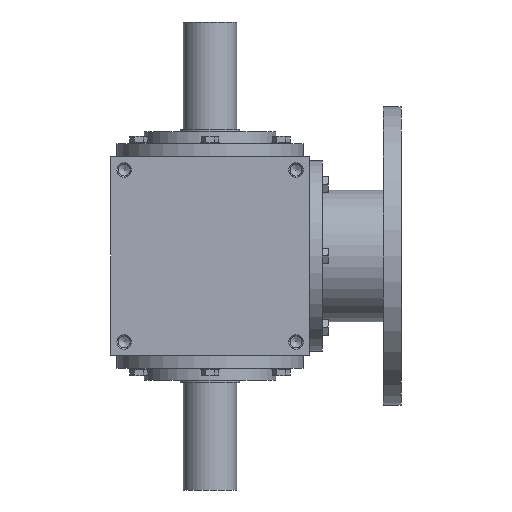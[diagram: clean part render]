
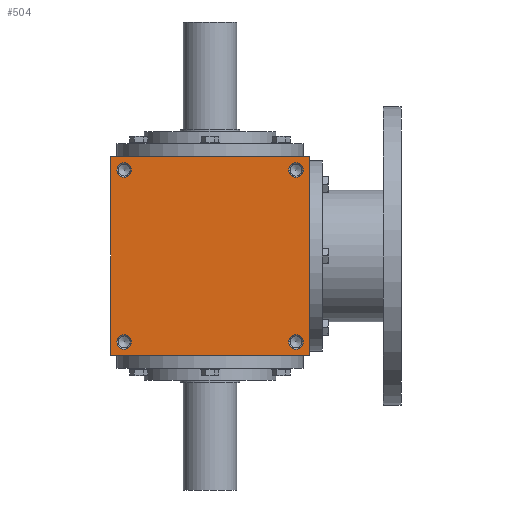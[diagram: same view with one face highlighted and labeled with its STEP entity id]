
A CAD part, front view. The second image highlights one B-rep face of the part: STEP entity #504.
In plain terms, the highlighted planar face has unit normal (0, -1, 0).
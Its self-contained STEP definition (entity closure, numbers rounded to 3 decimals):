
#504 = ADVANCED_FACE( '', ( #1016, #1017, #1018, #1019, #1020 ), #1021, .F. );
#1016 = FACE_BOUND( '', #1747, .T. );
#1017 = FACE_BOUND( '', #1748, .T. );
#1018 = FACE_BOUND( '', #1749, .T. );
#1019 = FACE_BOUND( '', #1750, .T. );
#1020 = FACE_OUTER_BOUND( '', #1751, .T. );
#1021 = PLANE( '', #1752 );
#1747 = EDGE_LOOP( '', ( #2549 ) );
#1748 = EDGE_LOOP( '', ( #2550 ) );
#1749 = EDGE_LOOP( '', ( #2551 ) );
#1750 = EDGE_LOOP( '', ( #2552 ) );
#1751 = EDGE_LOOP( '', ( #2553, #2554, #2555, #2556 ) );
#1752 = AXIS2_PLACEMENT_3D( '', #2557, #2558, #2559 );
#2549 = ORIENTED_EDGE( '', *, *, #3847, .T. );
#2550 = ORIENTED_EDGE( '', *, *, #3848, .T. );
#2551 = ORIENTED_EDGE( '', *, *, #3849, .F. );
#2552 = ORIENTED_EDGE( '', *, *, #3844, .F. );
#2553 = ORIENTED_EDGE( '', *, *, #3850, .T. );
#2554 = ORIENTED_EDGE( '', *, *, #3833, .F. );
#2555 = ORIENTED_EDGE( '', *, *, #3851, .F. );
#2556 = ORIENTED_EDGE( '', *, *, #3852, .T. );
#2557 = CARTESIAN_POINT( '', ( -83., -83., 83. ) );
#2558 = DIRECTION( '', ( 0., 1., 0. ) );
#2559 = DIRECTION( '', ( 0., 0., 1. ) );
#3833 = EDGE_CURVE( '', #4412, #4407, #4414, .T. );
#3844 = EDGE_CURVE( '', #4430, #4430, #4431, .T. );
#3847 = EDGE_CURVE( '', #4435, #4435, #4436, .T. );
#3848 = EDGE_CURVE( '', #4437, #4437, #4438, .T. );
#3849 = EDGE_CURVE( '', #4439, #4439, #4440, .T. );
#3850 = EDGE_CURVE( '', #4441, #4407, #4442, .T. );
#3851 = EDGE_CURVE( '', #4443, #4412, #4444, .T. );
#3852 = EDGE_CURVE( '', #4443, #4441, #4445, .T. );
#4407 = VERTEX_POINT( '', #5157 );
#4412 = VERTEX_POINT( '', #5164 );
#4414 = LINE( '', #5167, #5168 );
#4430 = VERTEX_POINT( '', #5184 );
#4431 = CIRCLE( '', #5185, 6. );
#4435 = VERTEX_POINT( '', #5189 );
#4436 = CIRCLE( '', #5190, 6. );
#4437 = VERTEX_POINT( '', #5191 );
#4438 = CIRCLE( '', #5192, 6. );
#4439 = VERTEX_POINT( '', #5193 );
#4440 = CIRCLE( '', #5194, 6. );
#4441 = VERTEX_POINT( '', #5195 );
#4442 = LINE( '', #5196, #5197 );
#4443 = VERTEX_POINT( '', #5198 );
#4444 = LINE( '', #5199, #5200 );
#4445 = LINE( '', #5201, #5202 );
#5157 = CARTESIAN_POINT( '', ( 83., -83., -83. ) );
#5164 = CARTESIAN_POINT( '', ( 83., -83., 83. ) );
#5167 = CARTESIAN_POINT( '', ( 83., -83., 83. ) );
#5168 = VECTOR( '', #6178, 1000. );
#5184 = CARTESIAN_POINT( '', ( 72., -83., 66. ) );
#5185 = AXIS2_PLACEMENT_3D( '', #6197, #6198, #6199 );
#5189 = CARTESIAN_POINT( '', ( -72., -83., -66. ) );
#5190 = AXIS2_PLACEMENT_3D( '', #6203, #6204, #6205 );
#5191 = CARTESIAN_POINT( '', ( -72., -83., 78. ) );
#5192 = AXIS2_PLACEMENT_3D( '', #6206, #6207, #6208 );
#5193 = CARTESIAN_POINT( '', ( 72., -83., -78. ) );
#5194 = AXIS2_PLACEMENT_3D( '', #6209, #6210, #6211 );
#5195 = CARTESIAN_POINT( '', ( -83., -83., -83. ) );
#5196 = CARTESIAN_POINT( '', ( -83., -83., -83. ) );
#5197 = VECTOR( '', #6212, 1000. );
#5198 = CARTESIAN_POINT( '', ( -83., -83., 83. ) );
#5199 = CARTESIAN_POINT( '', ( -83., -83., 83. ) );
#5200 = VECTOR( '', #6213, 1000. );
#5201 = CARTESIAN_POINT( '', ( -83., -83., 83. ) );
#5202 = VECTOR( '', #6214, 1000. );
#6178 = DIRECTION( '', ( 0., 0., -1. ) );
#6197 = CARTESIAN_POINT( '', ( 72., -83., 72. ) );
#6198 = DIRECTION( '', ( 0., -1., 0. ) );
#6199 = DIRECTION( '', ( 0., 0., -1. ) );
#6203 = CARTESIAN_POINT( '', ( -72., -83., -72. ) );
#6204 = DIRECTION( '', ( 0., 1., 0. ) );
#6205 = DIRECTION( '', ( 0., 0., 1. ) );
#6206 = CARTESIAN_POINT( '', ( -72., -83., 72. ) );
#6207 = DIRECTION( '', ( 0., 1., 0. ) );
#6208 = DIRECTION( '', ( 0., 0., 1. ) );
#6209 = CARTESIAN_POINT( '', ( 72., -83., -72. ) );
#6210 = DIRECTION( '', ( 0., -1., 0. ) );
#6211 = DIRECTION( '', ( 0., 0., -1. ) );
#6212 = DIRECTION( '', ( 1., 0., 0. ) );
#6213 = DIRECTION( '', ( 1., 0., 0. ) );
#6214 = DIRECTION( '', ( 0., 0., -1. ) );
